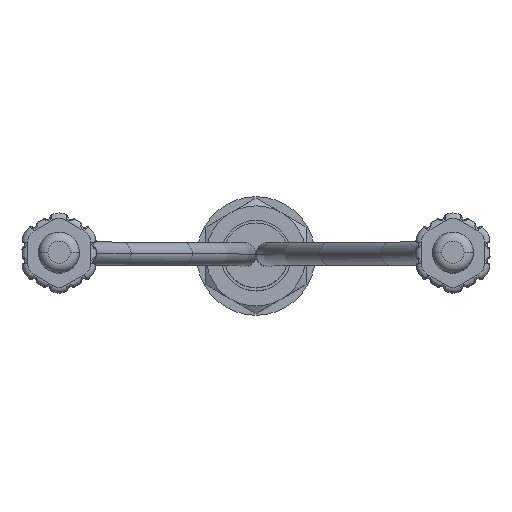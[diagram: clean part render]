
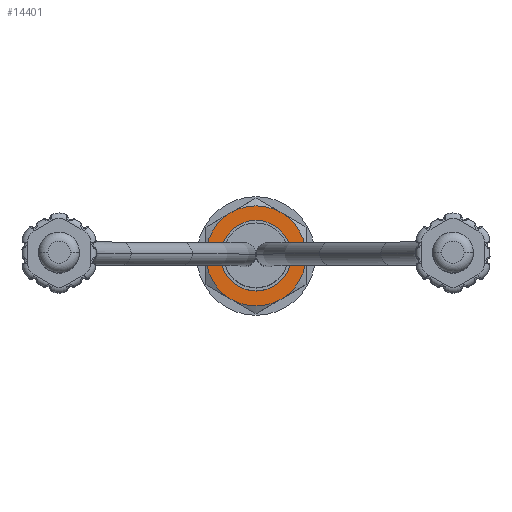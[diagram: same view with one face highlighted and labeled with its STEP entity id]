
A CAD part, top view. The second image highlights one B-rep face of the part: STEP entity #14401.
In plain terms, the highlighted planar face has unit normal (0, 0, 1).
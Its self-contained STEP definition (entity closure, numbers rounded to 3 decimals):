
#3420=CARTESIAN_POINT('',(0.,0.,10.));
#3421=DIRECTION('',(0.,0.,-1.));
#3422=DIRECTION('',(1.,0.,0.));
#3423=AXIS2_PLACEMENT_3D('',#3420,#3421,#3422);
#3429=CARTESIAN_POINT('',(0.,0.,10.));
#3430=DIRECTION('',(0.,0.,-1.));
#3431=DIRECTION('',(-1.,0.,0.));
#3432=AXIS2_PLACEMENT_3D('',#3429,#3430,#3431);
#3448=CARTESIAN_POINT('',(0.,0.,10.));
#3449=DIRECTION('',(0.,0.,-1.));
#3450=DIRECTION('',(-0.5,-0.866,0.));
#3451=AXIS2_PLACEMENT_3D('',#3448,#3449,#3450);
#3453=CARTESIAN_POINT('',(0.,0.,10.));
#3454=DIRECTION('',(0.,0.,-1.));
#3455=DIRECTION('',(-1.,0.,0.));
#3456=AXIS2_PLACEMENT_3D('',#3453,#3454,#3455);
#3458=CARTESIAN_POINT('',(0.,0.,10.));
#3459=DIRECTION('',(0.,0.,-1.));
#3460=DIRECTION('',(-0.5,0.866,0.));
#3461=AXIS2_PLACEMENT_3D('',#3458,#3459,#3460);
#3463=CARTESIAN_POINT('',(0.,0.,10.));
#3464=DIRECTION('',(0.,0.,-1.));
#3465=DIRECTION('',(0.5,0.866,0.));
#3466=AXIS2_PLACEMENT_3D('',#3463,#3464,#3465);
#3468=CARTESIAN_POINT('',(0.,0.,10.));
#3469=DIRECTION('',(0.,0.,-1.));
#3470=DIRECTION('',(1.,0.,0.));
#3471=AXIS2_PLACEMENT_3D('',#3468,#3469,#3470);
#3473=CARTESIAN_POINT('',(0.,0.,10.));
#3474=DIRECTION('',(0.,0.,-1.));
#3475=DIRECTION('',(0.5,-0.866,0.));
#3476=AXIS2_PLACEMENT_3D('',#3473,#3474,#3475);
#8418=CARTESIAN_POINT('',(-1.35,-2.338,10.));
#8419=CARTESIAN_POINT('',(-2.7,0.,10.));
#8420=VERTEX_POINT('',#8418);
#8421=VERTEX_POINT('',#8419);
#8422=CARTESIAN_POINT('',(-1.35,2.338,10.));
#8423=VERTEX_POINT('',#8422);
#8424=CARTESIAN_POINT('',(1.35,2.338,10.));
#8425=VERTEX_POINT('',#8424);
#8426=CARTESIAN_POINT('',(2.7,0.,10.));
#8427=VERTEX_POINT('',#8426);
#8428=CARTESIAN_POINT('',(1.35,-2.338,10.));
#8429=VERTEX_POINT('',#8428);
#8470=CARTESIAN_POINT('',(-1.88,0.,
10.));
#8471=VERTEX_POINT('',#8470);
#8472=CARTESIAN_POINT('',(1.88,0.,
10.));
#8473=VERTEX_POINT('',#8472);
#14378=CARTESIAN_POINT('',(0.,0.,10.));
#14379=DIRECTION('',(0.,0.,1.));
#14380=DIRECTION('',(-1.,0.,0.));
#14381=AXIS2_PLACEMENT_3D('',#14378,#14379,#14380);
#14382=PLANE('',#14381);
#14384=ORIENTED_EDGE('',*,*,#14383,.T.);
#14386=ORIENTED_EDGE('',*,*,#14385,.T.);
#14388=ORIENTED_EDGE('',*,*,#14387,.T.);
#14390=ORIENTED_EDGE('',*,*,#14389,.T.);
#14392=ORIENTED_EDGE('',*,*,#14391,.T.);
#14394=ORIENTED_EDGE('',*,*,#14393,.T.);
#14395=EDGE_LOOP('',(#14384,#14386,#14388,#14390,#14392,#14394));
#14396=FACE_OUTER_BOUND('',#14395,.F.);
#14397=ORIENTED_EDGE('',*,*,#14345,.F.);
#14398=ORIENTED_EDGE('',*,*,#14320,.F.);
#14399=EDGE_LOOP('',(#14397,#14398));
#14400=FACE_BOUND('',#14399,.F.);
#14401=ADVANCED_FACE('',(#14396,#14400),#14382,.T.);
#3424=CIRCLE('',#3423,1.88);
#3433=CIRCLE('',#3432,1.88);
#3452=CIRCLE('',#3451,2.7);
#3457=CIRCLE('',#3456,2.7);
#3462=CIRCLE('',#3461,2.7);
#3467=CIRCLE('',#3466,2.7);
#3472=CIRCLE('',#3471,2.7);
#3477=CIRCLE('',#3476,2.7);
#14320=EDGE_CURVE('',#8473,#8471,#3424,.T.);
#14345=EDGE_CURVE('',#8471,#8473,#3433,.T.);
#14383=EDGE_CURVE('',#8420,#8421,#3452,.T.);
#14385=EDGE_CURVE('',#8421,#8423,#3457,.T.);
#14387=EDGE_CURVE('',#8423,#8425,#3462,.T.);
#14389=EDGE_CURVE('',#8425,#8427,#3467,.T.);
#14391=EDGE_CURVE('',#8427,#8429,#3472,.T.);
#14393=EDGE_CURVE('',#8429,#8420,#3477,.T.);
